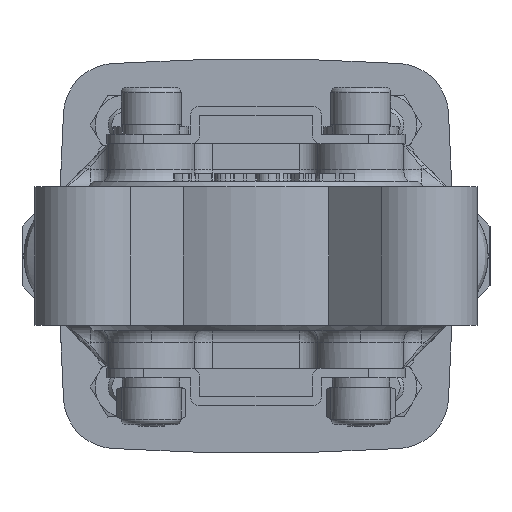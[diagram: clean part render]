
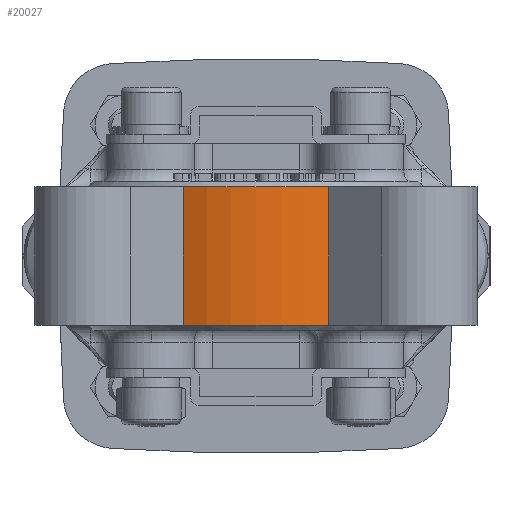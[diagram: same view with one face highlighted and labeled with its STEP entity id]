
A CAD part, front view. The second image highlights one B-rep face of the part: STEP entity #20027.
In plain terms, the highlighted cylindrical face has radius 45 mm (diameter 90 mm), a partial arc.
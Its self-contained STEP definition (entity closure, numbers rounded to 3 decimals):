
#1812=CIRCLE('',#21479,45.);
#1813=CIRCLE('',#21480,45.);
#2627=CYLINDRICAL_SURFACE('',#21478,45.);
#3266=FACE_OUTER_BOUND('',#4577,.T.);
#4577=EDGE_LOOP('',(#14913,#14914,#14915,#14916));
#6039=LINE('',#31944,#7312);
#6043=LINE('',#31958,#7316);
#7312=VECTOR('',#24291,37.);
#7316=VECTOR('',#24303,37.);
#8849=VERTEX_POINT('',#31941);
#8850=VERTEX_POINT('',#31943);
#8855=VERTEX_POINT('',#31956);
#8856=VERTEX_POINT('',#31957);
#11014=EDGE_CURVE('',#8849,#8850,#6039,.F.);
#11020=EDGE_CURVE('',#8855,#8856,#6043,.F.);
#11181=EDGE_CURVE('',#8855,#8850,#1812,.T.);
#11182=EDGE_CURVE('',#8849,#8856,#1813,.T.);
#14913=ORIENTED_EDGE('',*,*,#11181,.T.);
#14914=ORIENTED_EDGE('',*,*,#11014,.F.);
#14915=ORIENTED_EDGE('',*,*,#11182,.T.);
#14916=ORIENTED_EDGE('',*,*,#11020,.F.);
#20027=ADVANCED_FACE('',(#3266),#2627,.T.);
#21478=AXIS2_PLACEMENT_3D('',#32419,#24637,#24638);
#21479=AXIS2_PLACEMENT_3D('',#32420,#24639,#24640);
#21480=AXIS2_PLACEMENT_3D('',#32421,#24641,#24642);
#24291=DIRECTION('',(0.,0.,1.));
#24303=DIRECTION('',(0.,0.,-1.));
#24637=DIRECTION('center_axis',(0.,0.,-1.));
#24638=DIRECTION('ref_axis',(0.,1.,0.));
#24639=DIRECTION('center_axis',(0.,0.,1.));
#24640=DIRECTION('ref_axis',(1.,0.,0.));
#24641=DIRECTION('center_axis',(0.,0.,-1.));
#24642=DIRECTION('ref_axis',(-1.,0.,0.));
#31941=CARTESIAN_POINT('',(19.393,-40.607,18.5));
#31943=CARTESIAN_POINT('',(19.393,-40.607,-18.5));
#31944=CARTESIAN_POINT('',(19.393,-40.607,-18.5));
#31956=CARTESIAN_POINT('',(-19.393,-40.607,-18.5));
#31957=CARTESIAN_POINT('',(-19.393,-40.607,18.5));
#31958=CARTESIAN_POINT('',(-19.393,-40.607,18.5));
#32419=CARTESIAN_POINT('Origin',(0.,0.,18.5));
#32420=CARTESIAN_POINT('Origin',(0.,0.,-18.5));
#32421=CARTESIAN_POINT('Origin',(0.,0.,18.5));
